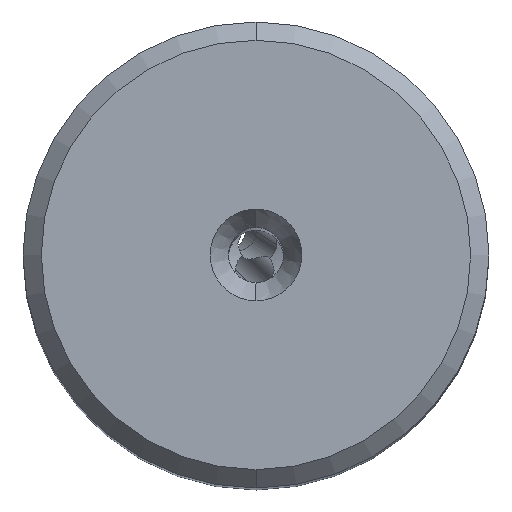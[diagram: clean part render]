
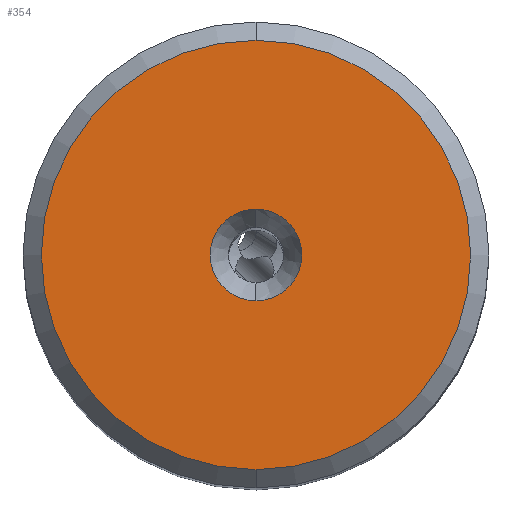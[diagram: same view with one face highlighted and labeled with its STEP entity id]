
A CAD part, top view. The second image highlights one B-rep face of the part: STEP entity #354.
In plain terms, the highlighted planar face has unit normal (0, 0, 1).
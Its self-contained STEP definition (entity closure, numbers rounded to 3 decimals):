
#66=FACE_BOUND('',#892,.T.);
#67=FACE_BOUND('',#893,.T.);
#140=PLANE('',#4565);
#354=ADVANCED_FACE('',(#66,#67),#140,.T.);
#892=EDGE_LOOP('',(#2531,#2532));
#893=EDGE_LOOP('',(#2533,#2534));
#1116=CIRCLE('',#4559,2.5);
#1117=CIRCLE('',#4561,2.5);
#1118=CIRCLE('',#4563,11.7);
#1119=CIRCLE('',#4564,11.7);
#2531=ORIENTED_EDGE('',*,*,#3834,.T.);
#2532=ORIENTED_EDGE('',*,*,#3835,.T.);
#2533=ORIENTED_EDGE('',*,*,#3831,.T.);
#2534=ORIENTED_EDGE('',*,*,#3833,.T.);
#3256=VERTEX_POINT('',#8858);
#3257=VERTEX_POINT('',#8860);
#3258=VERTEX_POINT('',#8866);
#3259=VERTEX_POINT('',#8867);
#3831=EDGE_CURVE('',#3257,#3256,#1116,.T.);
#3833=EDGE_CURVE('',#3256,#3257,#1117,.T.);
#3834=EDGE_CURVE('',#3258,#3259,#1118,.T.);
#3835=EDGE_CURVE('',#3259,#3258,#1119,.T.);
#4559=AXIS2_PLACEMENT_3D('',#8859,#5501,#5502);
#4561=AXIS2_PLACEMENT_3D('',#8863,#5506,#5507);
#4563=AXIS2_PLACEMENT_3D('',#8865,#5510,#5511);
#4564=AXIS2_PLACEMENT_3D('',#8868,#5512,#5513);
#4565=AXIS2_PLACEMENT_3D('',#8869,#5514,#5515);
#5501=DIRECTION('',(0.,0.,-1.));
#5502=DIRECTION('',(0.,1.,0.));
#5506=DIRECTION('',(0.,0.,-1.));
#5507=DIRECTION('',(0.,-1.,0.));
#5510=DIRECTION('',(0.,0.,1.));
#5511=DIRECTION('',(0.,1.,0.));
#5512=DIRECTION('',(0.,0.,1.));
#5513=DIRECTION('',(0.,-1.,0.));
#5514=DIRECTION('',(0.,0.,1.));
#5515=DIRECTION('',(0.,-1.,0.));
#8858=CARTESIAN_POINT('',(0.,-2.5,0.));
#8859=CARTESIAN_POINT('',(0.,0.,0.));
#8860=CARTESIAN_POINT('',(0.,2.5,0.));
#8863=CARTESIAN_POINT('',(0.,0.,0.));
#8865=CARTESIAN_POINT('',(0.,0.,0.));
#8866=CARTESIAN_POINT('',(0.,11.7,0.));
#8867=CARTESIAN_POINT('',(0.,-11.7,0.));
#8868=CARTESIAN_POINT('',(0.,0.,0.));
#8869=CARTESIAN_POINT('',(0.,0.,0.));
